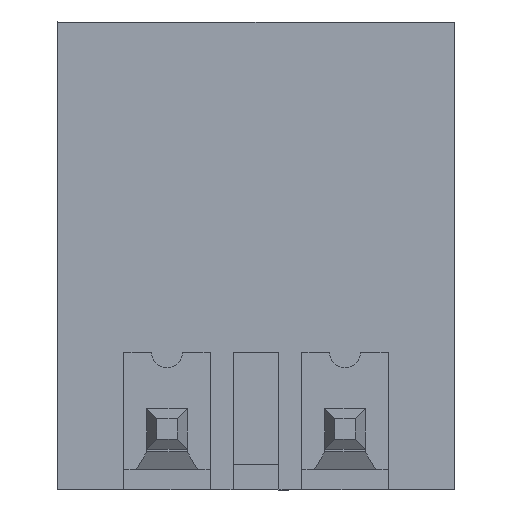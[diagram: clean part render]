
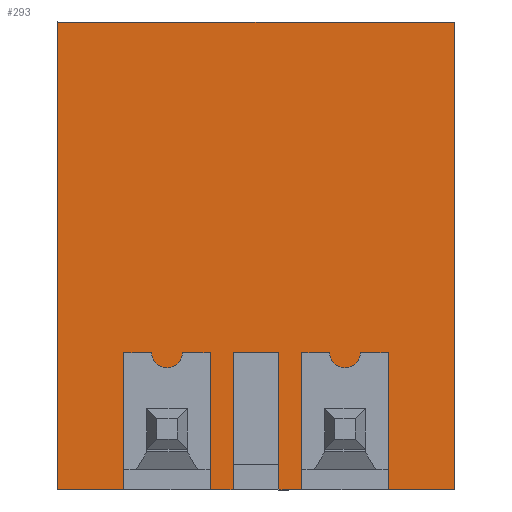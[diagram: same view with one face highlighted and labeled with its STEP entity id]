
A CAD part, front view. The second image highlights one B-rep face of the part: STEP entity #293.
In plain terms, the highlighted planar face has unit normal (0, -1, 0).
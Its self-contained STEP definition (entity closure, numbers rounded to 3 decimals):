
#293 = ADVANCED_FACE( '', ( #633 ), #634, .F. );
#633 = FACE_OUTER_BOUND( '', #1013, .T. );
#634 = PLANE( '', #1014 );
#1013 = EDGE_LOOP( '', ( #1844, #1845, #1846, #1847, #1848, #1849, #1850, #1851, #1852, #1853, #1854, #1855, #1856, #1857, #1858, #1859, #1860, #1861, #1862, #1863 ) );
#1014 = AXIS2_PLACEMENT_3D( '', #1864, #1865, #1866 );
#1844 = ORIENTED_EDGE( '', *, *, #2496, .T. );
#1845 = ORIENTED_EDGE( '', *, *, #2372, .T. );
#1846 = ORIENTED_EDGE( '', *, *, #2310, .F. );
#1847 = ORIENTED_EDGE( '', *, *, #2609, .F. );
#1848 = ORIENTED_EDGE( '', *, *, #2280, .F. );
#1849 = ORIENTED_EDGE( '', *, *, #2382, .T. );
#1850 = ORIENTED_EDGE( '', *, *, #2610, .F. );
#1851 = ORIENTED_EDGE( '', *, *, #2549, .T. );
#1852 = ORIENTED_EDGE( '', *, *, #2306, .F. );
#1853 = ORIENTED_EDGE( '', *, *, #2265, .T. );
#1854 = ORIENTED_EDGE( '', *, *, #2523, .F. );
#1855 = ORIENTED_EDGE( '', *, *, #2584, .T. );
#1856 = ORIENTED_EDGE( '', *, *, #2317, .F. );
#1857 = ORIENTED_EDGE( '', *, *, #2291, .F. );
#1858 = ORIENTED_EDGE( '', *, *, #2611, .F. );
#1859 = ORIENTED_EDGE( '', *, *, #2298, .T. );
#1860 = ORIENTED_EDGE( '', *, *, #2612, .F. );
#1861 = ORIENTED_EDGE( '', *, *, #2613, .T. );
#1862 = ORIENTED_EDGE( '', *, *, #2314, .F. );
#1863 = ORIENTED_EDGE( '', *, *, #2614, .F. );
#1864 = CARTESIAN_POINT( '', ( -981.227, -146.14, -8.267 ) );
#1865 = DIRECTION( '', ( 0., 1., 0. ) );
#1866 = DIRECTION( '', ( 1., 0., 0. ) );
#2265 = EDGE_CURVE( '', #2700, #2698, #2701, .T. );
#2280 = EDGE_CURVE( '', #2723, #2726, #2727, .T. );
#2291 = EDGE_CURVE( '', #2744, #2746, #2747, .T. );
#2298 = EDGE_CURVE( '', #2759, #2757, #2760, .T. );
#2306 = EDGE_CURVE( '', #2700, #2771, #2772, .T. );
#2310 = EDGE_CURVE( '', #2777, #2779, #2780, .T. );
#2314 = EDGE_CURVE( '', #2785, #2787, #2788, .T. );
#2317 = EDGE_CURVE( '', #2746, #2792, #2793, .T. );
#2372 = EDGE_CURVE( '', #2891, #2779, #2892, .T. );
#2382 = EDGE_CURVE( '', #2723, #2907, #2909, .T. );
#2496 = EDGE_CURVE( '', #3085, #2891, #3086, .T. );
#2523 = EDGE_CURVE( '', #3124, #2698, #3125, .T. );
#2549 = EDGE_CURVE( '', #3158, #2771, #3159, .T. );
#2584 = EDGE_CURVE( '', #3124, #2792, #3201, .T. );
#2609 = EDGE_CURVE( '', #2726, #2777, #3235, .T. );
#2610 = EDGE_CURVE( '', #3158, #2907, #3236, .T. );
#2611 = EDGE_CURVE( '', #2759, #2744, #3237, .T. );
#2612 = EDGE_CURVE( '', #3238, #2757, #3239, .T. );
#2613 = EDGE_CURVE( '', #3238, #2787, #3240, .T. );
#2614 = EDGE_CURVE( '', #3085, #2785, #3241, .T. );
#2698 = VERTEX_POINT( '', #3329 );
#2700 = VERTEX_POINT( '', #3332 );
#2701 = LINE( '', #3333, #3334 );
#2723 = VERTEX_POINT( '', #3366 );
#2726 = VERTEX_POINT( '', #3370 );
#2727 = LINE( '', #3371, #3372 );
#2744 = VERTEX_POINT( '', #3396 );
#2746 = VERTEX_POINT( '', #3399 );
#2747 = LINE( '', #3400, #3401 );
#2757 = VERTEX_POINT( '', #3414 );
#2759 = VERTEX_POINT( '', #3417 );
#2760 = CIRCLE( '', #3418, 0.3 );
#2771 = VERTEX_POINT( '', #3433 );
#2772 = LINE( '', #3434, #3435 );
#2777 = VERTEX_POINT( '', #3442 );
#2779 = VERTEX_POINT( '', #3445 );
#2780 = LINE( '', #3446, #3447 );
#2785 = VERTEX_POINT( '', #3454 );
#2787 = VERTEX_POINT( '', #3457 );
#2788 = LINE( '', #3458, #3459 );
#2792 = VERTEX_POINT( '', #3465 );
#2793 = LINE( '', #3466, #3467 );
#2891 = VERTEX_POINT( '', #3609 );
#2892 = LINE( '', #3610, #3611 );
#2907 = VERTEX_POINT( '', #3632 );
#2909 = CIRCLE( '', #3635, 0.3 );
#3085 = VERTEX_POINT( '', #3896 );
#3086 = LINE( '', #3897, #3898 );
#3124 = VERTEX_POINT( '', #3956 );
#3125 = LINE( '', #3957, #3958 );
#3158 = VERTEX_POINT( '', #4010 );
#3159 = LINE( '', #4011, #4012 );
#3201 = LINE( '', #4075, #4076 );
#3235 = LINE( '', #4124, #4125 );
#3236 = LINE( '', #4126, #4127 );
#3237 = LINE( '', #4128, #4129 );
#3238 = VERTEX_POINT( '', #4130 );
#3239 = LINE( '', #4131, #4132 );
#3240 = LINE( '', #4133, #4134 );
#3241 = LINE( '', #4135, #4136 );
#3329 = CARTESIAN_POINT( '', ( -996.077, -146.14, -5.567 ) );
#3332 = CARTESIAN_POINT( '', ( -996.077, -146.14, -8.267 ) );
#3333 = CARTESIAN_POINT( '', ( -996.077, -146.14, -5.567 ) );
#3334 = VECTOR( '', #4250, 1000. );
#3366 = CARTESIAN_POINT( '', ( -997.677, -146.14, -5.567 ) );
#3370 = CARTESIAN_POINT( '', ( -998.227, -146.14, -5.567 ) );
#3371 = CARTESIAN_POINT( '', ( -988.627, -146.14, -5.567 ) );
#3372 = VECTOR( '', #4262, 1000. );
#3396 = CARTESIAN_POINT( '', ( -994.727, -146.14, -5.567 ) );
#3399 = CARTESIAN_POINT( '', ( -994.727, -146.14, -8.267 ) );
#3400 = CARTESIAN_POINT( '', ( -994.727, -146.14, -8.267 ) );
#3401 = VECTOR( '', #4271, 1000. );
#3414 = CARTESIAN_POINT( '', ( -993.577, -146.14, -5.567 ) );
#3417 = CARTESIAN_POINT( '', ( -994.177, -146.14, -5.567 ) );
#3418 = AXIS2_PLACEMENT_3D( '', #4279, #4280, #4281 );
#3433 = CARTESIAN_POINT( '', ( -996.527, -146.14, -8.267 ) );
#3434 = CARTESIAN_POINT( '', ( -984.727, -146.14, -8.267 ) );
#3435 = VECTOR( '', #4289, 1000. );
#3442 = CARTESIAN_POINT( '', ( -998.227, -146.14, -8.267 ) );
#3445 = CARTESIAN_POINT( '', ( -999.527, -146.14, -8.267 ) );
#3446 = CARTESIAN_POINT( '', ( -984.727, -146.14, -8.267 ) );
#3447 = VECTOR( '', #4293, 1000. );
#3454 = CARTESIAN_POINT( '', ( -991.727, -146.14, -8.267 ) );
#3457 = CARTESIAN_POINT( '', ( -993.027, -146.14, -8.267 ) );
#3458 = CARTESIAN_POINT( '', ( -981.227, -146.14, -8.267 ) );
#3459 = VECTOR( '', #4297, 1000. );
#3465 = CARTESIAN_POINT( '', ( -995.177, -146.14, -8.267 ) );
#3466 = CARTESIAN_POINT( '', ( -981.227, -146.14, -8.267 ) );
#3467 = VECTOR( '', #4300, 1000. );
#3609 = CARTESIAN_POINT( '', ( -999.527, -146.14, 0.933 ) );
#3610 = CARTESIAN_POINT( '', ( -999.527, -146.14, -8.267 ) );
#3611 = VECTOR( '', #4354, 1000. );
#3632 = CARTESIAN_POINT( '', ( -997.077, -146.14, -5.567 ) );
#3635 = AXIS2_PLACEMENT_3D( '', #4365, #4366, #4367 );
#3896 = CARTESIAN_POINT( '', ( -991.727, -146.14, 0.933 ) );
#3897 = CARTESIAN_POINT( '', ( -981.227, -146.14, 0.933 ) );
#3898 = VECTOR( '', #4462, 1000. );
#3956 = CARTESIAN_POINT( '', ( -995.177, -146.14, -5.567 ) );
#3957 = CARTESIAN_POINT( '', ( -988.627, -146.14, -5.567 ) );
#3958 = VECTOR( '', #4483, 1000. );
#4010 = CARTESIAN_POINT( '', ( -996.527, -146.14, -5.567 ) );
#4011 = CARTESIAN_POINT( '', ( -996.527, -146.14, -8.267 ) );
#4012 = VECTOR( '', #4503, 1000. );
#4075 = CARTESIAN_POINT( '', ( -995.177, -146.14, -8.267 ) );
#4076 = VECTOR( '', #4528, 1000. );
#4124 = CARTESIAN_POINT( '', ( -998.227, -146.14, -8.267 ) );
#4125 = VECTOR( '', #4549, 1000. );
#4126 = CARTESIAN_POINT( '', ( -988.627, -146.14, -5.567 ) );
#4127 = VECTOR( '', #4550, 1000. );
#4128 = CARTESIAN_POINT( '', ( -985.127, -146.14, -5.567 ) );
#4129 = VECTOR( '', #4551, 1000. );
#4130 = CARTESIAN_POINT( '', ( -993.027, -146.14, -5.567 ) );
#4131 = CARTESIAN_POINT( '', ( -985.127, -146.14, -5.567 ) );
#4132 = VECTOR( '', #4552, 1000. );
#4133 = CARTESIAN_POINT( '', ( -993.027, -146.14, -8.267 ) );
#4134 = VECTOR( '', #4553, 1000. );
#4135 = CARTESIAN_POINT( '', ( -991.727, -146.14, -8.267 ) );
#4136 = VECTOR( '', #4554, 1000. );
#4250 = DIRECTION( '', ( 0., 0., 1. ) );
#4262 = DIRECTION( '', ( -1., 0., 0. ) );
#4271 = DIRECTION( '', ( 0., 0., -1. ) );
#4279 = CARTESIAN_POINT( '', ( -993.877, -146.14, -5.567 ) );
#4280 = DIRECTION( '', ( 0., -1., 0. ) );
#4281 = DIRECTION( '', ( 1., 0., 0. ) );
#4289 = DIRECTION( '', ( -1., 0., 0. ) );
#4293 = DIRECTION( '', ( -1., 0., 0. ) );
#4297 = DIRECTION( '', ( -1., 0., 0. ) );
#4300 = DIRECTION( '', ( -1., 0., 0. ) );
#4354 = DIRECTION( '', ( 0., 0., -1. ) );
#4365 = CARTESIAN_POINT( '', ( -997.377, -146.14, -5.567 ) );
#4366 = DIRECTION( '', ( 0., -1., 0. ) );
#4367 = DIRECTION( '', ( 1., 0., 0. ) );
#4462 = DIRECTION( '', ( -1., 0., 0. ) );
#4483 = DIRECTION( '', ( -1., 0., 0. ) );
#4503 = DIRECTION( '', ( 0., 0., -1. ) );
#4528 = DIRECTION( '', ( 0., 0., -1. ) );
#4549 = DIRECTION( '', ( 0., 0., -1. ) );
#4550 = DIRECTION( '', ( -1., 0., 0. ) );
#4551 = DIRECTION( '', ( -1., 0., 0. ) );
#4552 = DIRECTION( '', ( -1., 0., 0. ) );
#4553 = DIRECTION( '', ( 0., 0., -1. ) );
#4554 = DIRECTION( '', ( 0., 0., -1. ) );
